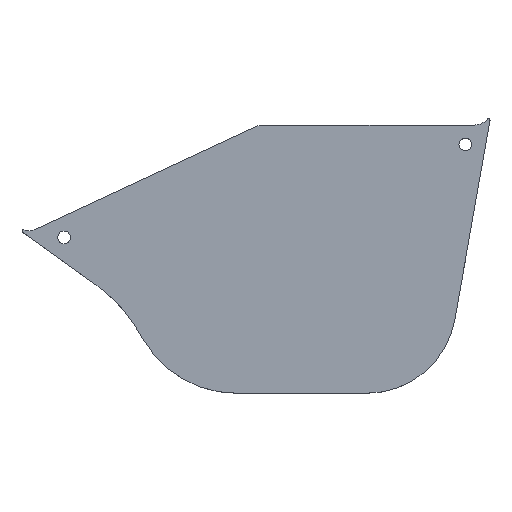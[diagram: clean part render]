
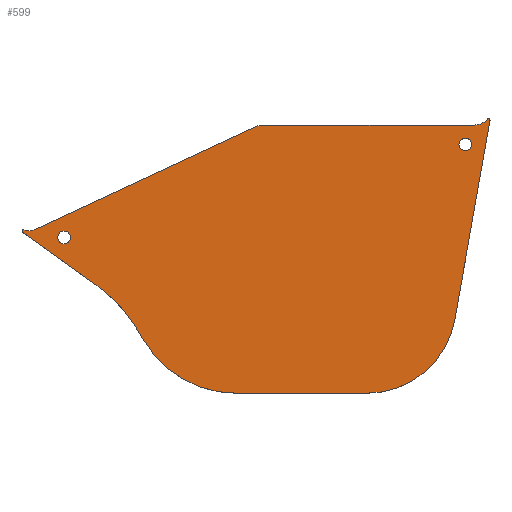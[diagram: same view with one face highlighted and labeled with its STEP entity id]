
A CAD part, top view. The second image highlights one B-rep face of the part: STEP entity #599.
In plain terms, the highlighted planar face has unit normal (0, 0, 1).
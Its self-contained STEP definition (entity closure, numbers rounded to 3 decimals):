
#1 = DIRECTION ( 'NONE',  ( 1., 0., 0. ) ) ;
#5 = CARTESIAN_POINT ( 'NONE',  ( 0.028, -16.637, 8.7 ) ) ;
#8 = ORIENTED_EDGE ( 'NONE', *, *, #643, .F. ) ;
#10 = EDGE_LOOP ( 'NONE', ( #381 ) ) ;
#14 = EDGE_CURVE ( 'NONE', #288, #288, #213, .T. ) ;
#15 = DIRECTION ( 'NONE',  ( 0., 0., -1. ) ) ;
#17 = VERTEX_POINT ( 'NONE', #462 ) ;
#22 = AXIS2_PLACEMENT_3D ( 'NONE', #330, #345, #92 ) ;
#24 = EDGE_LOOP ( 'NONE', ( #8, #421, #533, #336, #91, #472, #240, #152, #79, #625, #176, #541, #644, #577, #269 ) ) ;
#37 = EDGE_LOOP ( 'NONE', ( #556 ) ) ;
#45 = VERTEX_POINT ( 'NONE', #440 ) ;
#62 = EDGE_CURVE ( 'NONE', #158, #134, #185, .T. ) ;
#66 = DIRECTION ( 'NONE',  ( 1., 0., 0. ) ) ;
#71 = VECTOR ( 'NONE', #502, 1000. ) ;
#77 = LINE ( 'NONE', #519, #71 ) ;
#78 = CIRCLE ( 'NONE', #465, 2.248 ) ;
#79 = ORIENTED_EDGE ( 'NONE', *, *, #209, .T. ) ;
#80 = CIRCLE ( 'NONE', #111, 0.508 ) ;
#82 = CARTESIAN_POINT ( 'NONE',  ( -154.579, -40.852, 8.7 ) ) ;
#84 = DIRECTION ( 'NONE',  ( 1., 0., 0. ) ) ;
#86 = CIRCLE ( 'NONE', #145, 31.75 ) ;
#88 = VERTEX_POINT ( 'NONE', #593 ) ;
#91 = ORIENTED_EDGE ( 'NONE', *, *, #125, .T. ) ;
#92 = DIRECTION ( 'NONE',  ( 1., 0., 0. ) ) ;
#106 = VECTOR ( 'NONE', #433, 1000. ) ;
#109 = VECTOR ( 'NONE', #423, 1000. ) ;
#111 = AXIS2_PLACEMENT_3D ( 'NONE', #523, #478, #540 ) ;
#113 = CIRCLE ( 'NONE', #266, 38.1 ) ;
#125 = EDGE_CURVE ( 'NONE', #457, #278, #294, .T. ) ;
#128 = LINE ( 'NONE', #384, #109 ) ;
#129 = LINE ( 'NONE', #431, #106 ) ;
#134 = VERTEX_POINT ( 'NONE', #537 ) ;
#145 = AXIS2_PLACEMENT_3D ( 'NONE', #486, #490, #492 ) ;
#148 = EDGE_CURVE ( 'NONE', #278, #88, #128, .T. ) ;
#152 = ORIENTED_EDGE ( 'NONE', *, *, #609, .T. ) ;
#155 = EDGE_CURVE ( 'NONE', #45, #17, #129, .T. ) ;
#158 = VERTEX_POINT ( 'NONE', #436 ) ;
#160 = VERTEX_POINT ( 'NONE', #531 ) ;
#167 = VECTOR ( 'NONE', #356, 1000. ) ;
#168 = CARTESIAN_POINT ( 'NONE',  ( -34.933, -104.775, 8.7 ) ) ;
#173 = VERTEX_POINT ( 'NONE', #443 ) ;
#176 = ORIENTED_EDGE ( 'NONE', *, *, #321, .T. ) ;
#185 = CIRCLE ( 'NONE', #585, 12.7 ) ;
#188 = CARTESIAN_POINT ( 'NONE',  ( -142.126, -49.549, 8.7 ) ) ;
#191 = CIRCLE ( 'NONE', #383, 6.288 ) ;
#204 = DIRECTION ( 'NONE',  ( 0.174, 0.985, 0. ) ) ;
#206 = VERTEX_POINT ( 'NONE', #467 ) ;
#209 = EDGE_CURVE ( 'NONE', #444, #473, #86, .T. ) ;
#213 = CIRCLE ( 'NONE', #416, 2.248 ) ;
#215 = VERTEX_POINT ( 'NONE', #482 ) ;
#221 = CARTESIAN_POINT ( 'NONE',  ( -75.538, -105.82, 8.7 ) ) ;
#223 = EDGE_CURVE ( 'NONE', #215, #173, #77, .T. ) ;
#225 = CARTESIAN_POINT ( 'NONE',  ( -3.665, -78.538, 8.7 ) ) ;
#228 = DIRECTION ( 'NONE',  ( 1., 0., 0. ) ) ;
#230 = EDGE_CURVE ( 'NONE', #313, #158, #80, .T. ) ;
#238 = DIRECTION ( 'NONE',  ( 0., 0., 1. ) ) ;
#240 = ORIENTED_EDGE ( 'NONE', *, *, #406, .T. ) ;
#263 = CIRCLE ( 'NONE', #605, 6.297 ) ;
#266 = AXIS2_PLACEMENT_3D ( 'NONE', #506, #565, #228 ) ;
#269 = ORIENTED_EDGE ( 'NONE', *, *, #223, .F. ) ;
#271 = DIRECTION ( 'NONE',  ( 1., 0., 0. ) ) ;
#272 = VECTOR ( 'NONE', #84, 1000. ) ;
#273 = EDGE_CURVE ( 'NONE', #289, #289, #78, .T. ) ;
#277 = CARTESIAN_POINT ( 'NONE',  ( 2.276, -16.637, 8.7 ) ) ;
#278 = VERTEX_POINT ( 'NONE', #370 ) ;
#288 = VERTEX_POINT ( 'NONE', #322 ) ;
#289 = VERTEX_POINT ( 'NONE', #277 ) ;
#292 = CIRCLE ( 'NONE', #22, 0.508 ) ;
#294 = CIRCLE ( 'NONE', #651, 50.8 ) ;
#309 = LINE ( 'NONE', #221, #167 ) ;
#313 = VERTEX_POINT ( 'NONE', #341 ) ;
#314 = EDGE_CURVE ( 'NONE', #17, #206, #263, .T. ) ;
#315 = CARTESIAN_POINT ( 'NONE',  ( -71.735, -15.875, 8.7 ) ) ;
#320 = CARTESIAN_POINT ( 'NONE',  ( 8.755, -8.098, 8.7 ) ) ;
#321 = EDGE_CURVE ( 'NONE', #412, #206, #292, .T. ) ;
#322 = CARTESIAN_POINT ( 'NONE',  ( -139.878, -49.549, 8.7 ) ) ;
#330 = CARTESIAN_POINT ( 'NONE',  ( 8.255, -8.01, 8.7 ) ) ;
#331 = AXIS2_PLACEMENT_3D ( 'NONE', #315, #610, #271 ) ;
#332 = DIRECTION ( 'NONE',  ( 1., 0., 0. ) ) ;
#333 = DIRECTION ( 'NONE',  ( 0., 0., 1. ) ) ;
#335 = CARTESIAN_POINT ( 'NONE',  ( 3.176, -3.482, 8.7 ) ) ;
#336 = ORIENTED_EDGE ( 'NONE', *, *, #530, .T. ) ;
#341 = CARTESIAN_POINT ( 'NONE',  ( -156.375, -46.878, 8.7 ) ) ;
#345 = DIRECTION ( 'NONE',  ( 0., 0., 1. ) ) ;
#353 = AXIS2_PLACEMENT_3D ( 'NONE', #430, #238, #468 ) ;
#356 = DIRECTION ( 'NONE',  ( 0.814, -0.581, 0. ) ) ;
#359 = CARTESIAN_POINT ( 'NONE',  ( -130.476, -66.603, 8.7 ) ) ;
#370 = CARTESIAN_POINT ( 'NONE',  ( -116.54, -81.63, 8.7 ) ) ;
#381 = ORIENTED_EDGE ( 'NONE', *, *, #273, .T. ) ;
#383 = AXIS2_PLACEMENT_3D ( 'NONE', #82, #418, #413 ) ;
#384 = CARTESIAN_POINT ( 'NONE',  ( -121.431, -73.556, 8.7 ) ) ;
#390 = CARTESIAN_POINT ( 'NONE',  ( -159.99, -107.95, 8.7 ) ) ;
#400 = DIRECTION ( 'NONE',  ( 0., 0., -1. ) ) ;
#406 = EDGE_CURVE ( 'NONE', #88, #160, #113, .T. ) ;
#409 = DIRECTION ( 'NONE',  ( 1., 0., 0. ) ) ;
#412 = VERTEX_POINT ( 'NONE', #320 ) ;
#413 = DIRECTION ( 'NONE',  ( 1., 0., 0. ) ) ;
#416 = AXIS2_PLACEMENT_3D ( 'NONE', #188, #453, #66 ) ;
#417 = LINE ( 'NONE', #592, #272 ) ;
#418 = DIRECTION ( 'NONE',  ( 0., 0., 1. ) ) ;
#421 = ORIENTED_EDGE ( 'NONE', *, *, #230, .T. ) ;
#423 = DIRECTION ( 'NONE',  ( 0.518, -0.855, 0. ) ) ;
#430 = CARTESIAN_POINT ( 'NONE',  ( 0., 0., 8.7 ) ) ;
#431 = CARTESIAN_POINT ( 'NONE',  ( 0., -9.779, 8.7 ) ) ;
#433 = DIRECTION ( 'NONE',  ( 1., 0., 0. ) ) ;
#436 = CARTESIAN_POINT ( 'NONE',  ( -156.837, -47.762, 8.7 ) ) ;
#438 = EDGE_CURVE ( 'NONE', #45, #173, #641, .T. ) ;
#440 = CARTESIAN_POINT ( 'NONE',  ( -71.735, -9.779, 8.7 ) ) ;
#443 = CARTESIAN_POINT ( 'NONE',  ( -74.312, -10.35, 8.7 ) ) ;
#444 = VERTEX_POINT ( 'NONE', #168 ) ;
#453 = DIRECTION ( 'NONE',  ( 0., 0., -1. ) ) ;
#457 = VERTEX_POINT ( 'NONE', #359 ) ;
#462 = CARTESIAN_POINT ( 'NONE',  ( 3.176, -9.779, 8.7 ) ) ;
#465 = AXIS2_PLACEMENT_3D ( 'NONE', #5, #15, #1 ) ;
#467 = CARTESIAN_POINT ( 'NONE',  ( 7.876, -7.672, 8.7 ) ) ;
#468 = DIRECTION ( 'NONE',  ( 1., 0., 0. ) ) ;
#472 = ORIENTED_EDGE ( 'NONE', *, *, #148, .T. ) ;
#473 = VERTEX_POINT ( 'NONE', #225 ) ;
#478 = DIRECTION ( 'NONE',  ( 0., 0., 1. ) ) ;
#479 = CARTESIAN_POINT ( 'NONE',  ( 9.876, -1.741, 8.7 ) ) ;
#482 = CARTESIAN_POINT ( 'NONE',  ( -151.921, -46.551, 8.7 ) ) ;
#486 = CARTESIAN_POINT ( 'NONE',  ( -34.933, -73.025, 8.7 ) ) ;
#490 = DIRECTION ( 'NONE',  ( 0., 0., 1. ) ) ;
#492 = DIRECTION ( 'NONE',  ( 1., 0., 0. ) ) ;
#497 = FACE_OUTER_BOUND ( 'NONE', #24, .T. ) ;
#502 = DIRECTION ( 'NONE',  ( 0.906, 0.423, 0. ) ) ;
#506 = CARTESIAN_POINT ( 'NONE',  ( -81.055, -66.675, 8.7 ) ) ;
#519 = CARTESIAN_POINT ( 'NONE',  ( -9.314, 19.967, 8.7 ) ) ;
#523 = CARTESIAN_POINT ( 'NONE',  ( -156.52, -47.365, 8.7 ) ) ;
#530 = EDGE_CURVE ( 'NONE', #134, #457, #309, .T. ) ;
#531 = CARTESIAN_POINT ( 'NONE',  ( -81.055, -104.775, 8.7 ) ) ;
#533 = ORIENTED_EDGE ( 'NONE', *, *, #62, .T. ) ;
#537 = CARTESIAN_POINT ( 'NONE',  ( -156.273, -48.189, 8.7 ) ) ;
#540 = DIRECTION ( 'NONE',  ( 1., 0., 0. ) ) ;
#541 = ORIENTED_EDGE ( 'NONE', *, *, #314, .F. ) ;
#556 = ORIENTED_EDGE ( 'NONE', *, *, #14, .T. ) ;
#558 = VECTOR ( 'NONE', #204, 1000. ) ;
#565 = DIRECTION ( 'NONE',  ( 0., 0., 1. ) ) ;
#566 = EDGE_CURVE ( 'NONE', #473, #412, #591, .T. ) ;
#577 = ORIENTED_EDGE ( 'NONE', *, *, #438, .T. ) ;
#585 = AXIS2_PLACEMENT_3D ( 'NONE', #600, #596, #594 ) ;
#591 = LINE ( 'NONE', #479, #558 ) ;
#592 = CARTESIAN_POINT ( 'NONE',  ( 0., -104.775, 8.7 ) ) ;
#593 = CARTESIAN_POINT ( 'NONE',  ( -113.642, -86.415, 8.7 ) ) ;
#594 = DIRECTION ( 'NONE',  ( 1., 0., 0. ) ) ;
#596 = DIRECTION ( 'NONE',  ( 0., 0., 1. ) ) ;
#599 = ADVANCED_FACE ( 'NONE', ( #497, #601, #645 ), #633, .T. ) ;
#600 = CARTESIAN_POINT ( 'NONE',  ( -148.895, -37.852, 8.7 ) ) ;
#601 = FACE_BOUND ( 'NONE', #10, .T. ) ;
#605 = AXIS2_PLACEMENT_3D ( 'NONE', #335, #333, #332 ) ;
#609 = EDGE_CURVE ( 'NONE', #160, #444, #417, .T. ) ;
#610 = DIRECTION ( 'NONE',  ( 0., 0., 1. ) ) ;
#625 = ORIENTED_EDGE ( 'NONE', *, *, #566, .T. ) ;
#633 = PLANE ( 'NONE',  #353 ) ;
#641 = CIRCLE ( 'NONE', #331, 6.096 ) ;
#643 = EDGE_CURVE ( 'NONE', #313, #215, #191, .T. ) ;
#644 = ORIENTED_EDGE ( 'NONE', *, *, #155, .F. ) ;
#645 = FACE_BOUND ( 'NONE', #37, .T. ) ;
#651 = AXIS2_PLACEMENT_3D ( 'NONE', #390, #400, #409 ) ;
